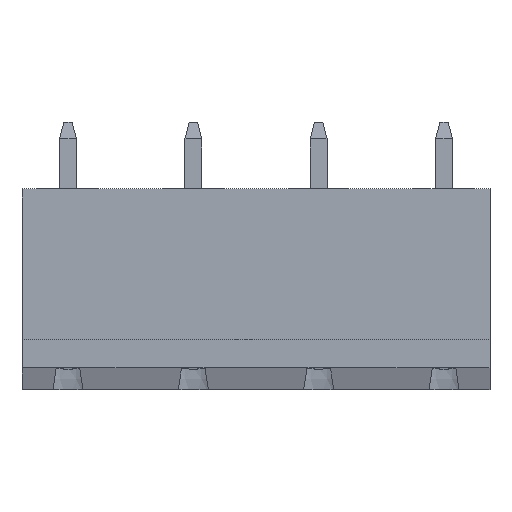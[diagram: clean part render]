
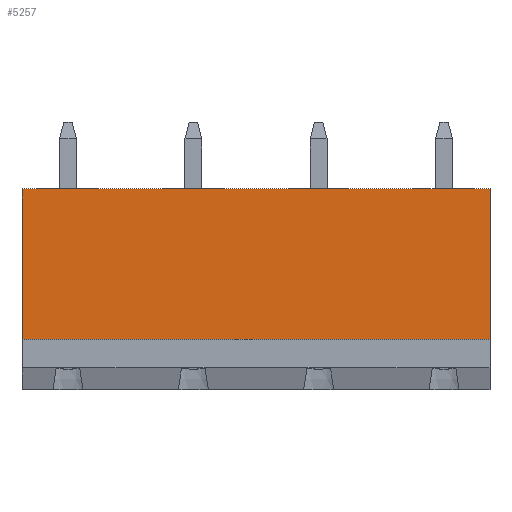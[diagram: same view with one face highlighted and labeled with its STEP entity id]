
A CAD part, top view. The second image highlights one B-rep face of the part: STEP entity #5257.
In plain terms, the highlighted planar face has unit normal (0, 0, 1).
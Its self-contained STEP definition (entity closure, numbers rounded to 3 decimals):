
#24=DIRECTION('',(0.,1.,0.));
#25=VECTOR('',#24,9.);
#26=CARTESIAN_POINT('',(0.,3.,3.9));
#27=LINE('',#26,#25);
#224=DIRECTION('',(0.,1.,0.));
#225=VECTOR('',#224,9.);
#226=CARTESIAN_POINT('',(28.,3.,3.9));
#227=LINE('',#226,#225);
#784=DIRECTION('',(1.,0.,0.));
#785=VECTOR('',#784,28.);
#786=CARTESIAN_POINT('',(0.,12.,3.9));
#787=LINE('',#786,#785);
#788=DIRECTION('',(-1.,0.,0.));
#789=VECTOR('',#788,28.);
#790=CARTESIAN_POINT('',(28.,3.,3.9));
#791=LINE('',#790,#789);
#3542=CARTESIAN_POINT('',(0.,12.,3.9));
#3543=VERTEX_POINT('',#3542);
#3554=CARTESIAN_POINT('',(0.,3.,3.9));
#3555=VERTEX_POINT('',#3554);
#4260=CARTESIAN_POINT('',(28.,12.,3.9));
#4261=VERTEX_POINT('',#4260);
#4272=CARTESIAN_POINT('',(28.,3.,3.9));
#4273=VERTEX_POINT('',#4272);
#5245=CARTESIAN_POINT('',(28.,3.,3.9));
#5246=DIRECTION('',(0.,0.,-1.));
#5247=DIRECTION('',(0.,1.,0.));
#5248=AXIS2_PLACEMENT_3D('',#5245,#5246,#5247);
#5249=PLANE('',#5248);
#5251=ORIENTED_EDGE('',*,*,#5250,.T.);
#5252=ORIENTED_EDGE('',*,*,#4520,.F.);
#5253=ORIENTED_EDGE('',*,*,#5237,.T.);
#5254=ORIENTED_EDGE('',*,*,#4299,.T.);
#5255=EDGE_LOOP('',(#5251,#5252,#5253,#5254));
#5256=FACE_OUTER_BOUND('',#5255,.F.);
#5257=ADVANCED_FACE('',(#5256),#5249,.F.);
#4299=EDGE_CURVE('',#3555,#3543,#27,.T.);
#4520=EDGE_CURVE('',#4273,#4261,#227,.T.);
#5237=EDGE_CURVE('',#4273,#3555,#791,.T.);
#5250=EDGE_CURVE('',#3543,#4261,#787,.T.);
